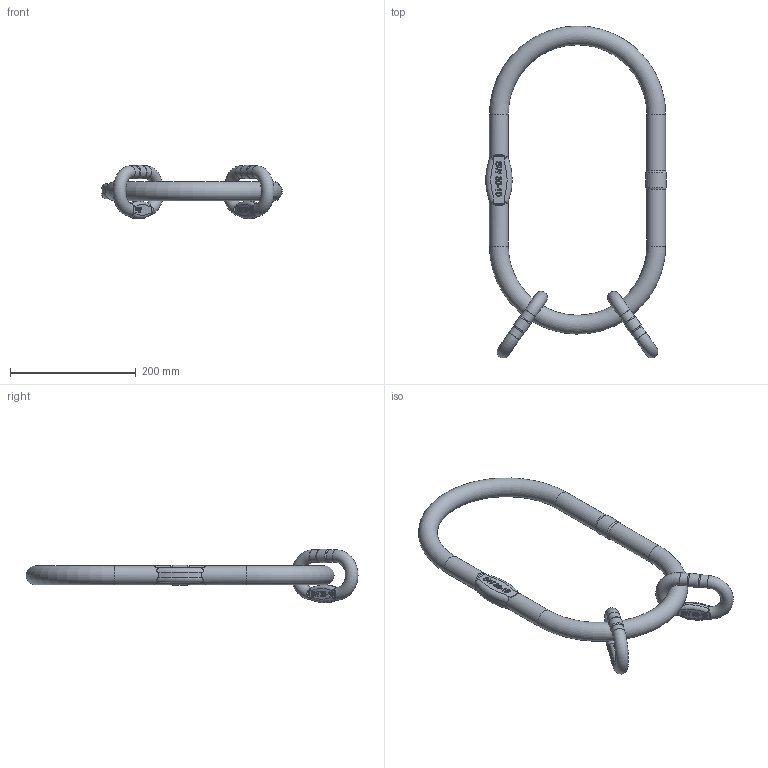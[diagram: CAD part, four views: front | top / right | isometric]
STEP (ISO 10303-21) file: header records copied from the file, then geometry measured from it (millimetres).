
FILE_DESCRIPTION(/* description */ (''),/* implementation_level */ '2;1');
FILE_NAME(/* name */ 'VSW 2-10 4-8 Kundenmodell.stp',/* time_stamp */ '2017-11-08T15:21:25+01:00',/* author */ (''),/* organization */ (''),/* preprocessor_version */ 'ST-DEVELOPER v16',/* originating_system */ 'SIEMENS PLM Software NX 11.0',/* authorisation */ '');
FILE_SCHEMA (('AUTOMOTIVE_DESIGN { 1 0 10303 214 3 1 1 1 }'));
Length unit declared in the file: millimetre
Products named in the file (1): zer27EC82323ooi
Bounding box: 287.05 x 528.01 x 84.68 mm (x, y, z)
Volume: 1047061.7 mm3; surface area: 151796.2 mm2
Topology: 3 solids, 3 shells, 337 faces, 881 edges, 584 vertices
Faces by surface type: plane 165, extrusion 103, cylinder 45, torus 18, cone 6
Full cylindrical faces by diameter (mm): 20 x4, 21.5 x2, 30 x4, 32.25 x1
Entity records: 13105 total; most frequent: CARTESIAN_POINT 5181, ORIENTED_EDGE 1708, DIRECTION 1213, EDGE_CURVE 854, VERTEX_POINT 580, VECTOR 575, LINE 472, B_SPLINE_CURVE_WITH_KNOTS 401
